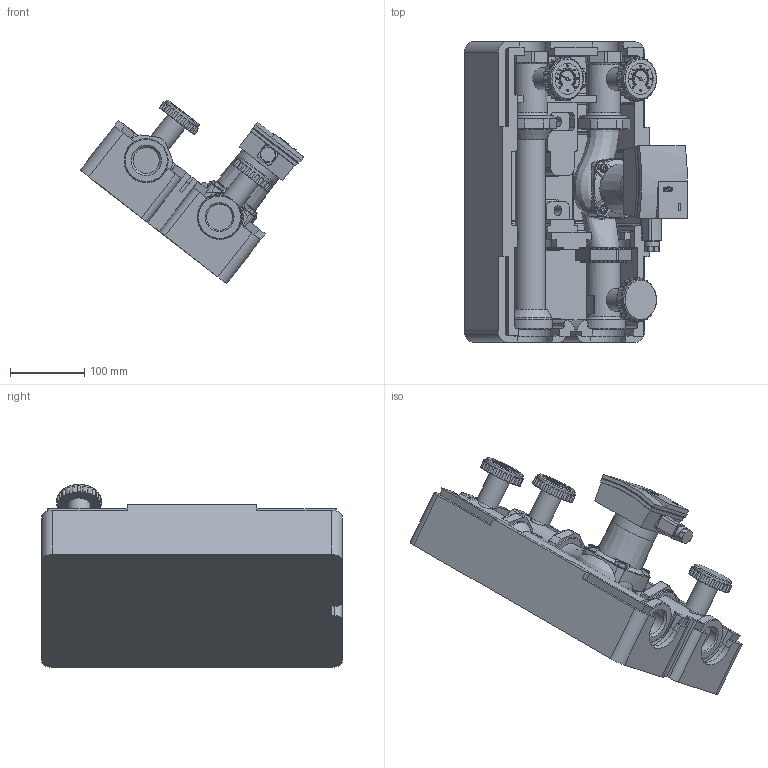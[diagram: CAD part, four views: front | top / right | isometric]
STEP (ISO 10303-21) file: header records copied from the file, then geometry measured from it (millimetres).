
FILE_DESCRIPTION(/* description */ (''),/* implementation_level */ '2;1');
FILE_NAME(/* name */ 'SA125-DN32_WILO_bez pokrywy.stp',/* time_stamp */ '2015-11-29T19:49:32+01:00',/* author */ ('ARTUR'),/* organization */ (''),/* preprocessor_version */ 'ST-DEVELOPER v15.6',/* originating_system */ 'Autodesk Inventor 2015',/* authorisation */ '');
FILE_SCHEMA (('CONFIG_CONTROL_DESIGN'));
Products named in the file (1): SA125-DN32_WILO_bez pokrywy
Bounding box: 301.71 x 405 x 247.25 mm (x, y, z)
Volume: 227345.9 mm3; surface area: 689911.2 mm2
Topology: 2 solids, 4 shells, 2375 faces, 6579 edges, 4271 vertices
Faces by surface type: plane 1600, cylinder 618, torus 43, bspline 42, sphere 38, cone 34
Full cylindrical faces by diameter (mm): 10 x4, 13 x2, 15 x1, 20 x1, 21 x1, 25 x2, 30 x3, 35 x2, 41 x3, 42 x2, 45 x3, 50 x2, 56 x3, 58 x2, 59 x4, 60.3 x1, 62 x1, 63 x1, 64 x2
Entity records: 81098 total; most frequent: CARTESIAN_POINT 18901, ORIENTED_EDGE 12890, DIRECTION 12502, EDGE_CURVE 6444, LINE 4742, VECTOR 4742, VERTEX_POINT 4247, AXIS2_PLACEMENT_3D 3880
